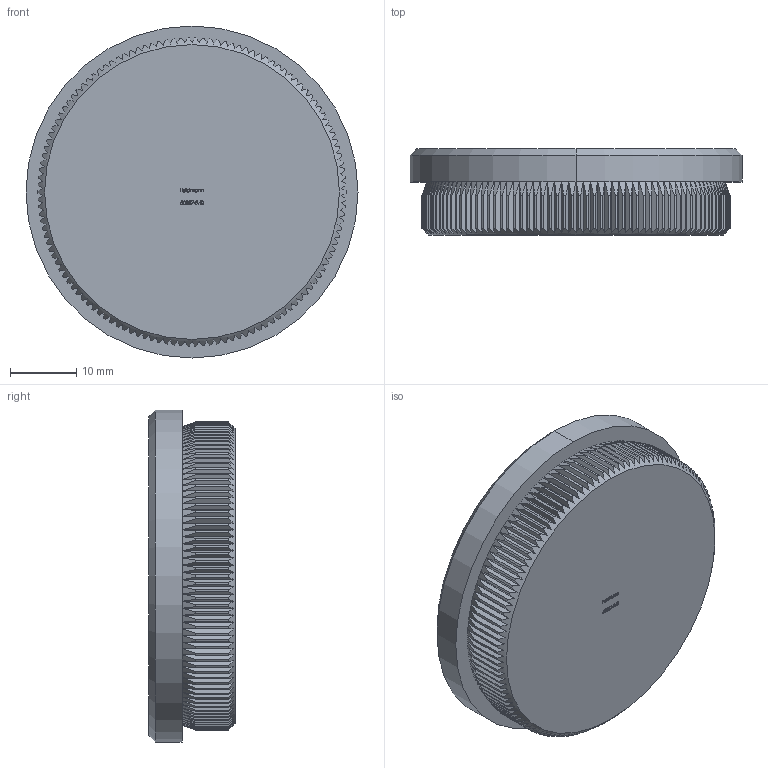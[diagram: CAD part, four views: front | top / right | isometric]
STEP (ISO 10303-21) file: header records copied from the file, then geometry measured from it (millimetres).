
FILE_DESCRIPTION (( 'STEP AP203' ), '1' );
FILE_NAME ('50337-240.step', '2018-10-25T12:00:33', ( '' ), ( '' ), 'SwSTEP 2.0', 'SolidWorks 2015', '' );
FILE_SCHEMA (( 'CONFIG_CONTROL_DESIGN' ));
Length unit declared in the file: millimetre
Products named in the file (1): 50337-240
Bounding box: 50 x 13 x 50 mm (x, y, z)
Volume: 22878.2 mm3; surface area: 6458.3 mm2
Topology: 1 solids, 1 shells, 755 faces, 1923 edges, 1194 vertices
Faces by surface type: plane 381, cone 134, cylinder 132, bspline 108
Entity records: 28900 total; most frequent: CARTESIAN_POINT 12149, ORIENTED_EDGE 3846, DIRECTION 2881, EDGE_CURVE 1923, VERTEX_POINT 1194, AXIS2_PLACEMENT_3D 1046, LINE 789, VECTOR 789
